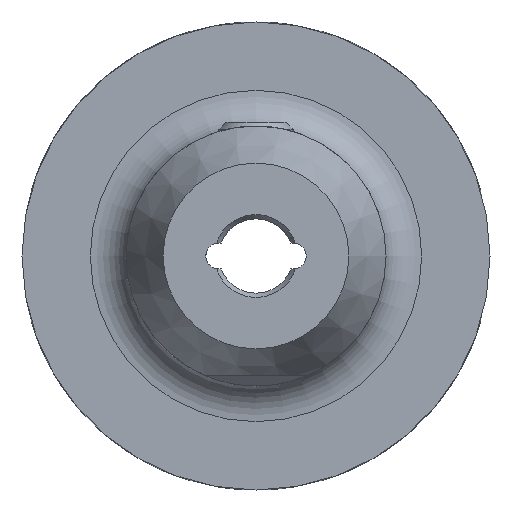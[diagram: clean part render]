
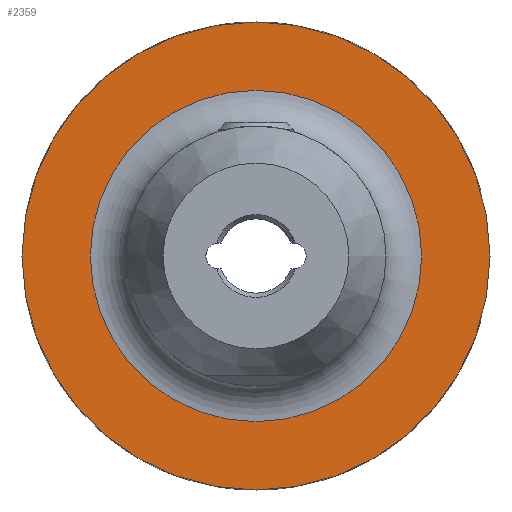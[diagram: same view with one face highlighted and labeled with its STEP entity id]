
A CAD part, left-side view. The second image highlights one B-rep face of the part: STEP entity #2359.
In plain terms, the highlighted planar face has unit normal (-1, 0, 0).
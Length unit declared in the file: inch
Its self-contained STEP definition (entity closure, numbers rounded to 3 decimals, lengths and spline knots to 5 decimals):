
#58=FACE_BOUND('',#624,.T.);
#124=PLANE('',#2618);
#481=FACE_OUTER_BOUND('',#623,.T.);
#623=EDGE_LOOP('',(#2071,#2072));
#624=EDGE_LOOP('',(#2073,#2074));
#643=CIRCLE('',#2416,1.24016);
#644=CIRCLE('',#2417,1.24016);
#743=CIRCLE('',#2616,0.87795);
#744=CIRCLE('',#2617,0.87795);
#872=VERTEX_POINT('',#3553);
#873=VERTEX_POINT('',#3555);
#1063=VERTEX_POINT('',#5348);
#1064=VERTEX_POINT('',#5350);
#1118=EDGE_CURVE('',#872,#873,#643,.T.);
#1119=EDGE_CURVE('',#873,#872,#644,.T.);
#1401=EDGE_CURVE('',#1064,#1063,#743,.T.);
#1402=EDGE_CURVE('',#1063,#1064,#744,.T.);
#2071=ORIENTED_EDGE('',*,*,#1119,.F.);
#2072=ORIENTED_EDGE('',*,*,#1118,.F.);
#2073=ORIENTED_EDGE('',*,*,#1401,.T.);
#2074=ORIENTED_EDGE('',*,*,#1402,.T.);
#2359=ADVANCED_FACE('',(#481,#58),#124,.T.);
#2416=AXIS2_PLACEMENT_3D('',#3556,#2712,#2713);
#2417=AXIS2_PLACEMENT_3D('',#3557,#2714,#2715);
#2616=AXIS2_PLACEMENT_3D('',#5351,#3197,#3198);
#2617=AXIS2_PLACEMENT_3D('',#5352,#3199,#3200);
#2618=AXIS2_PLACEMENT_3D('',#5353,#3201,#3202);
#2712=DIRECTION('center_axis',(1.,0.,0.));
#2713=DIRECTION('ref_axis',(0.,1.,0.));
#2714=DIRECTION('center_axis',(1.,0.,0.));
#2715=DIRECTION('ref_axis',(0.,1.,0.));
#3197=DIRECTION('center_axis',(1.,0.,0.));
#3198=DIRECTION('ref_axis',(0.,1.,0.));
#3199=DIRECTION('center_axis',(1.,0.,0.));
#3200=DIRECTION('ref_axis',(0.,1.,0.));
#3201=DIRECTION('center_axis',(-1.,0.,0.));
#3202=DIRECTION('ref_axis',(0.,0.,1.));
#3553=CARTESIAN_POINT('',(-0.86614,-1.24016,0.));
#3555=CARTESIAN_POINT('',(-0.86614,1.24016,0.));
#3556=CARTESIAN_POINT('Origin',(-0.86614,0.,
0.));
#3557=CARTESIAN_POINT('Origin',(-0.86614,0.,
0.));
#5348=CARTESIAN_POINT('',(-0.86614,0.,0.87795));
#5350=CARTESIAN_POINT('',(-0.86614,0.87795,0.));
#5351=CARTESIAN_POINT('Origin',(-0.86614,0.,
0.));
#5352=CARTESIAN_POINT('Origin',(-0.86614,0.,
0.));
#5353=CARTESIAN_POINT('Origin',(-0.86614,1.05906,0.));
